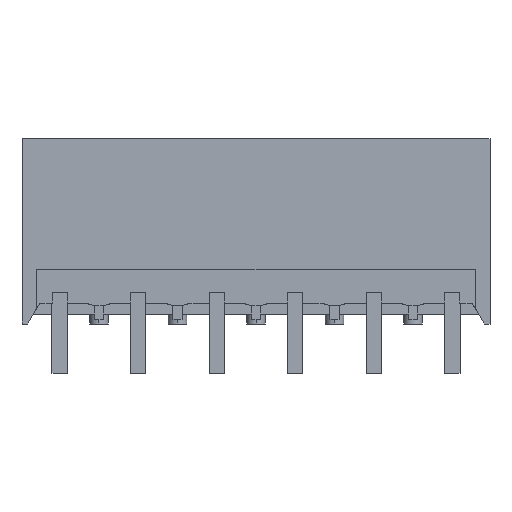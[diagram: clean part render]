
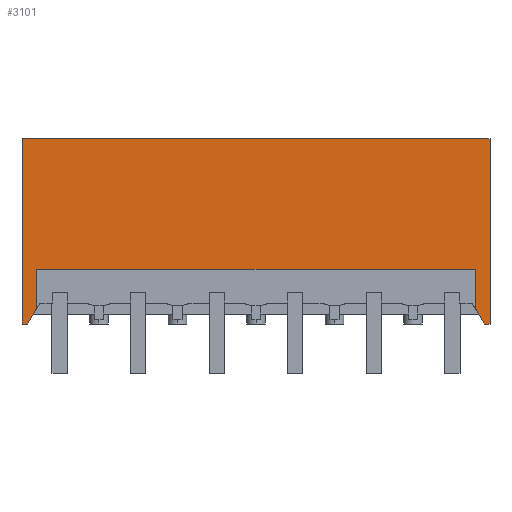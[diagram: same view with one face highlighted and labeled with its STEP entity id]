
A CAD part, front view. The second image highlights one B-rep face of the part: STEP entity #3101.
In plain terms, the highlighted planar face has unit normal (0, -1, 0).
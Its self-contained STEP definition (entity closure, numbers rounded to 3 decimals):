
#3070=AXIS2_PLACEMENT_3D('Plane Axis2P3D',#3067,#3068,#3069) ;
#1064=CARTESIAN_POINT('Vertex',(0.94,0.,4.181)) ;
#1067=CARTESIAN_POINT('Line Origine',(0.657,0.,3.691)) ;
#1071=CARTESIAN_POINT('Vertex',(0.373,0.,3.2)) ;
#1118=CARTESIAN_POINT('Line Origine',(0.187,0.,3.2)) ;
#1122=CARTESIAN_POINT('Vertex',(0.,0.,3.2)) ;
#1142=CARTESIAN_POINT('Line Origine',(0.,0.,9.2)) ;
#1146=CARTESIAN_POINT('Vertex',(0.,0.,15.2)) ;
#1337=CARTESIAN_POINT('Vertex',(30.28,0.,15.2)) ;
#1340=CARTESIAN_POINT('Line Origine',(30.28,0.,9.2)) ;
#1344=CARTESIAN_POINT('Vertex',(30.28,0.,3.2)) ;
#1374=CARTESIAN_POINT('Line Origine',(30.093,0.,3.2)) ;
#1378=CARTESIAN_POINT('Vertex',(29.907,0.,3.2)) ;
#1447=CARTESIAN_POINT('Line Origine',(29.623,0.,3.691)) ;
#1451=CARTESIAN_POINT('Vertex',(29.34,0.,4.181)) ;
#3052=CARTESIAN_POINT('Vertex',(0.94,0.,6.75)) ;
#3055=CARTESIAN_POINT('Line Origine',(0.94,0.,5.466)) ;
#3067=CARTESIAN_POINT('Axis2P3D Location',(10.16,0.,3.2)) ;
#3072=CARTESIAN_POINT('Line Origine',(15.14,0.,6.75)) ;
#3076=CARTESIAN_POINT('Vertex',(29.34,0.,6.75)) ;
#3079=CARTESIAN_POINT('Line Origine',(29.34,0.,5.466)) ;
#3084=CARTESIAN_POINT('Line Origine',(15.14,0.,15.2)) ;
#1068=DIRECTION('Vector Direction',(-0.5,0.,-0.866)) ;
#1119=DIRECTION('Vector Direction',(1.,0.,0.)) ;
#1143=DIRECTION('Vector Direction',(0.,0.,1.)) ;
#1341=DIRECTION('Vector Direction',(0.,0.,1.)) ;
#1375=DIRECTION('Vector Direction',(1.,0.,0.)) ;
#1448=DIRECTION('Vector Direction',(-0.5,0.,0.866)) ;
#3056=DIRECTION('Vector Direction',(0.,0.,-1.)) ;
#3068=DIRECTION('Axis2P3D Direction',(0.,1.,0.)) ;
#3069=DIRECTION('Axis2P3D XDirection',(0.,0.,-1.)) ;
#3073=DIRECTION('Vector Direction',(-1.,0.,0.)) ;
#3080=DIRECTION('Vector Direction',(0.,0.,1.)) ;
#3085=DIRECTION('Vector Direction',(1.,0.,0.)) ;
#1069=VECTOR('Line Direction',#1068,1.) ;
#1120=VECTOR('Line Direction',#1119,1.) ;
#1144=VECTOR('Line Direction',#1143,1.) ;
#1342=VECTOR('Line Direction',#1341,1.) ;
#1376=VECTOR('Line Direction',#1375,1.) ;
#1449=VECTOR('Line Direction',#1448,1.) ;
#3057=VECTOR('Line Direction',#3056,1.) ;
#3074=VECTOR('Line Direction',#3073,1.) ;
#3081=VECTOR('Line Direction',#3080,1.) ;
#3086=VECTOR('Line Direction',#3085,1.) ;
#3090=ORIENTED_EDGE('',*,*,#1148,.F.) ;
#3091=ORIENTED_EDGE('',*,*,#1124,.T.) ;
#3092=ORIENTED_EDGE('',*,*,#1073,.F.) ;
#3093=ORIENTED_EDGE('',*,*,#3059,.F.) ;
#3094=ORIENTED_EDGE('',*,*,#3078,.F.) ;
#3095=ORIENTED_EDGE('',*,*,#3083,.F.) ;
#3096=ORIENTED_EDGE('',*,*,#1453,.F.) ;
#3097=ORIENTED_EDGE('',*,*,#1380,.T.) ;
#3098=ORIENTED_EDGE('',*,*,#1346,.T.) ;
#3099=ORIENTED_EDGE('',*,*,#3088,.F.) ;
#3101=ADVANCED_FACE('HOUSING',(#3100),#3071,.F.) ;
#1073=EDGE_CURVE('',#1065,#1072,#1070,.T.) ;
#1124=EDGE_CURVE('',#1123,#1072,#1121,.T.) ;
#1148=EDGE_CURVE('',#1123,#1147,#1145,.T.) ;
#1346=EDGE_CURVE('',#1345,#1338,#1343,.T.) ;
#1380=EDGE_CURVE('',#1379,#1345,#1377,.T.) ;
#1453=EDGE_CURVE('',#1379,#1452,#1450,.T.) ;
#3059=EDGE_CURVE('',#3053,#1065,#3058,.T.) ;
#3078=EDGE_CURVE('',#3077,#3053,#3075,.T.) ;
#3083=EDGE_CURVE('',#1452,#3077,#3082,.T.) ;
#3088=EDGE_CURVE('',#1147,#1338,#3087,.T.) ;
#3089=EDGE_LOOP('',(#3090,#3091,#3092,#3093,#3094,#3095,#3096,#3097,#3098,#3099)) ;
#3100=FACE_OUTER_BOUND('',#3089,.T.) ;
#1070=LINE('Line',#1067,#1069) ;
#1121=LINE('Line',#1118,#1120) ;
#1145=LINE('Line',#1142,#1144) ;
#1343=LINE('Line',#1340,#1342) ;
#1377=LINE('Line',#1374,#1376) ;
#1450=LINE('Line',#1447,#1449) ;
#3058=LINE('Line',#3055,#3057) ;
#3075=LINE('Line',#3072,#3074) ;
#3082=LINE('Line',#3079,#3081) ;
#3087=LINE('Line',#3084,#3086) ;
#3071=PLANE('',#3070) ;
#1065=VERTEX_POINT('',#1064) ;
#1072=VERTEX_POINT('',#1071) ;
#1123=VERTEX_POINT('',#1122) ;
#1147=VERTEX_POINT('',#1146) ;
#1338=VERTEX_POINT('',#1337) ;
#1345=VERTEX_POINT('',#1344) ;
#1379=VERTEX_POINT('',#1378) ;
#1452=VERTEX_POINT('',#1451) ;
#3053=VERTEX_POINT('',#3052) ;
#3077=VERTEX_POINT('',#3076) ;
